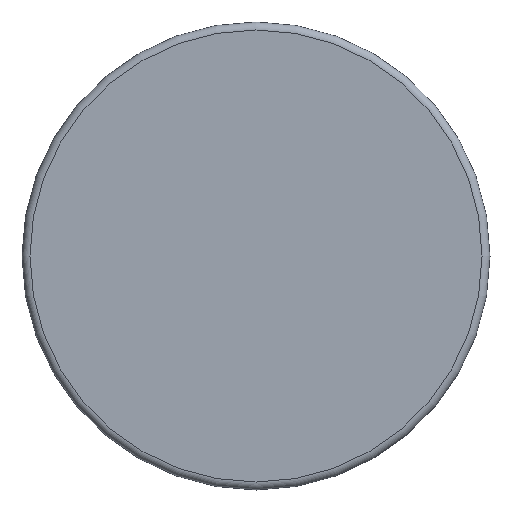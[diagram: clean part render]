
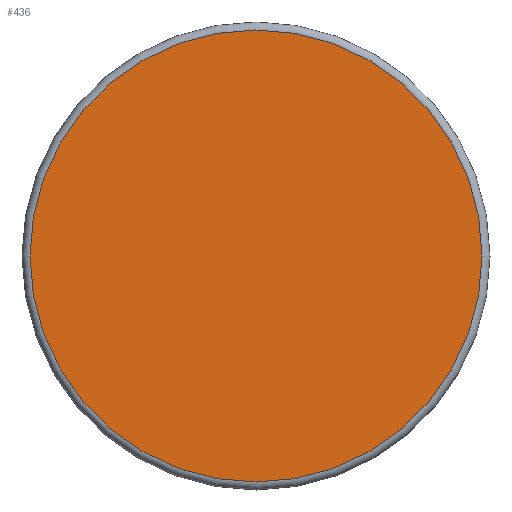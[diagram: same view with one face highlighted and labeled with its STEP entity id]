
A CAD part, front view. The second image highlights one B-rep face of the part: STEP entity #436.
In plain terms, the highlighted planar face has unit normal (0, -1, 0).
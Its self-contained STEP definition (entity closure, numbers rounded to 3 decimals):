
#24=PLANE('',#484);
#33=FACE_OUTER_BOUND('',#55,.T.);
#55=EDGE_LOOP('',(#284,#285));
#102=CIRCLE('',#485,42.5);
#103=CIRCLE('',#486,42.5);
#158=VERTEX_POINT('',#739);
#159=VERTEX_POINT('',#740);
#210=EDGE_CURVE('',#158,#159,#102,.T.);
#211=EDGE_CURVE('',#159,#158,#103,.T.);
#284=ORIENTED_EDGE('',*,*,#210,.T.);
#285=ORIENTED_EDGE('',*,*,#211,.T.);
#436=ADVANCED_FACE('',(#33),#24,.T.);
#484=AXIS2_PLACEMENT_3D('',#738,#576,#577);
#485=AXIS2_PLACEMENT_3D('',#741,#578,#579);
#486=AXIS2_PLACEMENT_3D('',#742,#580,#581);
#576=DIRECTION('center_axis',(0.,-1.,0.));
#577=DIRECTION('ref_axis',(0.,0.,-1.));
#578=DIRECTION('center_axis',(0.,-1.,0.));
#579=DIRECTION('ref_axis',(-1.,0.,0.));
#580=DIRECTION('center_axis',(0.,-1.,0.));
#581=DIRECTION('ref_axis',(-1.,0.,0.));
#738=CARTESIAN_POINT('Origin',(-21.25,0.,0.));
#739=CARTESIAN_POINT('',(-42.5,0.,0.));
#740=CARTESIAN_POINT('',(0.,0.,42.5));
#741=CARTESIAN_POINT('Origin',(0.,0.,0.));
#742=CARTESIAN_POINT('Origin',(0.,0.,0.));
